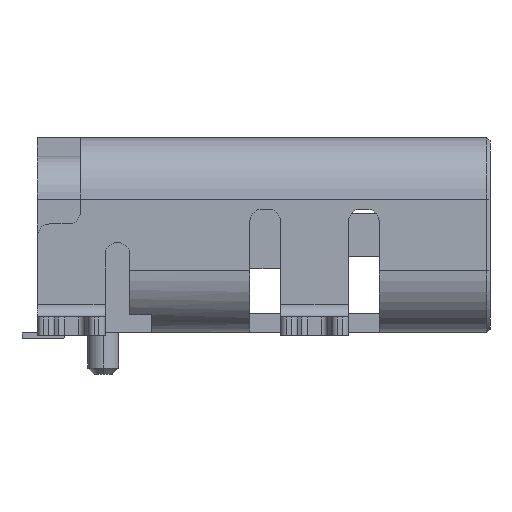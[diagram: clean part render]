
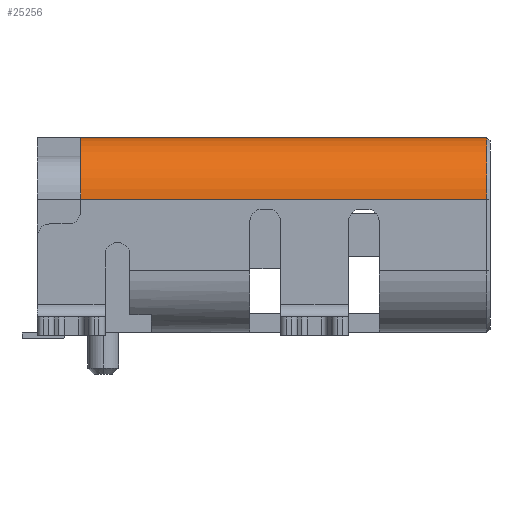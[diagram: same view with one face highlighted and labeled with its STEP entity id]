
A CAD part, left-side view. The second image highlights one B-rep face of the part: STEP entity #25256.
In plain terms, the highlighted cylindrical face has radius 1 mm (diameter 2 mm), a partial arc.
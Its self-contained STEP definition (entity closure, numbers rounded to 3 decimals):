
#219 = DIRECTION ( 'NONE',  ( 0., 0., 1. ) ) ;
#2011 = EDGE_CURVE ( 'NONE', #22935, #2033, #20496, .T. ) ;
#2029 = CYLINDRICAL_SURFACE ( 'NONE', #24993, 1. ) ;
#2033 = VERTEX_POINT ( 'NONE', #15692 ) ;
#2093 = VERTEX_POINT ( 'NONE', #22213 ) ;
#3178 = CARTESIAN_POINT ( 'NONE',  ( -4.47, 1.421, 2.24 ) ) ;
#3704 = LINE ( 'NONE', #15469, #10702 ) ;
#4314 = AXIS2_PLACEMENT_3D ( 'NONE', #9409, #22693, #9018 ) ;
#5427 = DIRECTION ( 'NONE',  ( 0., -1., 0. ) ) ;
#6176 = ORIENTED_EDGE ( 'NONE', *, *, #25205, .F. ) ;
#9018 = DIRECTION ( 'NONE',  ( 0., 0., -1. ) ) ;
#9409 = CARTESIAN_POINT ( 'NONE',  ( -3.47, -5.179, 2.24 ) ) ;
#9752 = DIRECTION ( 'NONE',  ( 0., 1., 0. ) ) ;
#10258 = FACE_OUTER_BOUND ( 'NONE', #11297, .T. ) ;
#10518 = VERTEX_POINT ( 'NONE', #23626 ) ;
#10702 = VECTOR ( 'NONE', #20850, 1000. ) ;
#10897 = EDGE_CURVE ( 'NONE', #2093, #10518, #13292, .T. ) ;
#11297 = EDGE_LOOP ( 'NONE', ( #6176, #12809, #20589, #19764 ) ) ;
#11663 = CARTESIAN_POINT ( 'NONE',  ( -3.47, -1.554, 2.24 ) ) ;
#12809 = ORIENTED_EDGE ( 'NONE', *, *, #10897, .T. ) ;
#13292 = CIRCLE ( 'NONE', #4314, 1. ) ;
#15469 = CARTESIAN_POINT ( 'NONE',  ( -4.47, 2.121, 2.24 ) ) ;
#15692 = CARTESIAN_POINT ( 'NONE',  ( -3.47, 1.421, 3.24 ) ) ;
#18029 = DIRECTION ( 'NONE',  ( -1., 0., 0. ) ) ;
#19764 = ORIENTED_EDGE ( 'NONE', *, *, #2011, .F. ) ;
#19776 = DIRECTION ( 'NONE',  ( 0., 1., 0. ) ) ;
#19969 = VECTOR ( 'NONE', #5427, 1000. ) ;
#20496 = CIRCLE ( 'NONE', #25024, 1. ) ;
#20589 = ORIENTED_EDGE ( 'NONE', *, *, #21434, .F. ) ;
#20850 = DIRECTION ( 'NONE',  ( 0., 1., 0. ) ) ;
#21434 = EDGE_CURVE ( 'NONE', #2033, #10518, #24868, .T. ) ;
#22213 = CARTESIAN_POINT ( 'NONE',  ( -4.47, -5.179, 2.24 ) ) ;
#22693 = DIRECTION ( 'NONE',  ( 0., 1., 0. ) ) ;
#22935 = VERTEX_POINT ( 'NONE', #3178 ) ;
#23626 = CARTESIAN_POINT ( 'NONE',  ( -3.47, -5.179, 3.24 ) ) ;
#24868 = LINE ( 'NONE', #25240, #19969 ) ;
#24993 = AXIS2_PLACEMENT_3D ( 'NONE', #11663, #9752, #18029 ) ;
#25024 = AXIS2_PLACEMENT_3D ( 'NONE', #25188, #19776, #219 ) ;
#25188 = CARTESIAN_POINT ( 'NONE',  ( -3.47, 1.421, 2.24 ) ) ;
#25205 = EDGE_CURVE ( 'NONE', #2093, #22935, #3704, .T. ) ;
#25240 = CARTESIAN_POINT ( 'NONE',  ( -3.47, -5.229, 3.24 ) ) ;
#25256 = ADVANCED_FACE ( 'NONE', ( #10258 ), #2029, .T. ) ;
